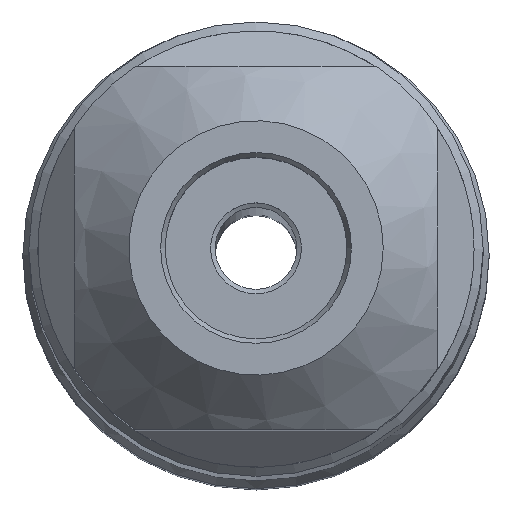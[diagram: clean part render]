
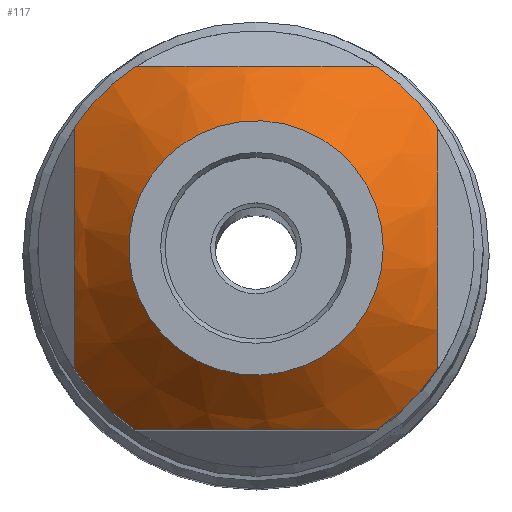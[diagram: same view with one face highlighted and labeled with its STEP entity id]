
A CAD part, top view. The second image highlights one B-rep face of the part: STEP entity #117.
In plain terms, the highlighted conical face has half-angle 45 degrees and reference radius 1.4 mm.
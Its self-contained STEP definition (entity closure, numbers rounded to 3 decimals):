
#95=CONICAL_SURFACE('',#555,1.4,45.);
#117=ADVANCED_FACE('',(#162,#163),#95,.T.);
#162=FACE_BOUND('',#220,.T.);
#163=FACE_BOUND('',#221,.T.);
#220=EDGE_LOOP('',(#292));
#221=EDGE_LOOP('',(#293,#294,#295,#296,#297,#298,#299,#300));
#292=ORIENTED_EDGE('',*,*,#407,.F.);
#293=ORIENTED_EDGE('',*,*,#423,.T.);
#294=ORIENTED_EDGE('',*,*,#424,.T.);
#295=ORIENTED_EDGE('',*,*,#425,.T.);
#296=ORIENTED_EDGE('',*,*,#411,.T.);
#297=ORIENTED_EDGE('',*,*,#426,.T.);
#298=ORIENTED_EDGE('',*,*,#416,.T.);
#299=ORIENTED_EDGE('',*,*,#427,.T.);
#300=ORIENTED_EDGE('',*,*,#421,.T.);
#366=VERTEX_POINT('',#807);
#369=VERTEX_POINT('',#815);
#370=VERTEX_POINT('',#822);
#373=VERTEX_POINT('',#831);
#374=VERTEX_POINT('',#838);
#377=VERTEX_POINT('',#847);
#378=VERTEX_POINT('',#854);
#379=VERTEX_POINT('',#858);
#380=VERTEX_POINT('',#865);
#407=EDGE_CURVE('',#366,#366,#456,.T.);
#411=EDGE_CURVE('',#370,#369,#484,.T.);
#416=EDGE_CURVE('',#374,#373,#485,.T.);
#421=EDGE_CURVE('',#378,#377,#486,.T.);
#423=EDGE_CURVE('',#377,#379,#457,.T.);
#424=EDGE_CURVE('',#379,#380,#487,.T.);
#425=EDGE_CURVE('',#380,#370,#458,.T.);
#426=EDGE_CURVE('',#369,#374,#459,.T.);
#427=EDGE_CURVE('',#373,#378,#460,.T.);
#456=CIRCLE('',#540,1.4);
#457=CIRCLE('',#551,2.4);
#458=CIRCLE('',#552,2.4);
#459=CIRCLE('',#553,2.4);
#460=CIRCLE('',#554,2.4);
#484=B_SPLINE_CURVE_WITH_KNOTS('',3,(#816,#817,#818,#819,#820,#821),
 .UNSPECIFIED.,.F.,.F.,(4,2,4),(0.,0.5,1.),.UNSPECIFIED.);
#485=B_SPLINE_CURVE_WITH_KNOTS('',3,(#832,#833,#834,#835,#836,#837),
 .UNSPECIFIED.,.F.,.F.,(4,2,4),(0.,0.5,1.),.UNSPECIFIED.);
#486=B_SPLINE_CURVE_WITH_KNOTS('',3,(#848,#849,#850,#851,#852,#853),
 .UNSPECIFIED.,.F.,.F.,(4,2,4),(0.,0.5,1.),.UNSPECIFIED.);
#487=B_SPLINE_CURVE_WITH_KNOTS('',3,(#859,#860,#861,#862,#863,#864),
 .UNSPECIFIED.,.F.,.F.,(4,2,4),(0.,0.5,1.),.UNSPECIFIED.);
#540=AXIS2_PLACEMENT_3D('',#806,#632,#633);
#551=AXIS2_PLACEMENT_3D('',#857,#663,#664);
#552=AXIS2_PLACEMENT_3D('',#866,#665,#666);
#553=AXIS2_PLACEMENT_3D('',#867,#667,#668);
#554=AXIS2_PLACEMENT_3D('',#868,#669,#670);
#555=AXIS2_PLACEMENT_3D('',#869,#671,#672);
#632=DIRECTION('',(0.,0.,1.));
#633=DIRECTION('',(1.,0.,0.));
#663=DIRECTION('',(0.,0.,1.));
#664=DIRECTION('',(-1.,0.,0.));
#665=DIRECTION('',(0.,0.,1.));
#666=DIRECTION('',(-1.,0.,0.));
#667=DIRECTION('',(0.,0.,1.));
#668=DIRECTION('',(-1.,0.,0.));
#669=DIRECTION('',(0.,0.,1.));
#670=DIRECTION('',(-1.,0.,0.));
#671=DIRECTION('',(0.,0.,-1.));
#672=DIRECTION('',(-1.,0.,0.));
#806=CARTESIAN_POINT('',(0.,0.,0.));
#807=CARTESIAN_POINT('',(1.4,0.,0.));
#815=CARTESIAN_POINT('',(-1.327,2.,-1.));
#816=CARTESIAN_POINT('',(1.327,2.,-1.));
#817=CARTESIAN_POINT('',(0.917,2.,-0.774));
#818=CARTESIAN_POINT('',(0.465,2.,-0.6));
#819=CARTESIAN_POINT('',(-0.465,2.,-0.6));
#820=CARTESIAN_POINT('',(-0.917,2.,-0.774));
#821=CARTESIAN_POINT('',(-1.327,2.,-1.));
#822=CARTESIAN_POINT('',(1.327,2.,-1.));
#831=CARTESIAN_POINT('',(-2.,-1.327,-1.));
#832=CARTESIAN_POINT('',(-2.,1.327,-1.));
#833=CARTESIAN_POINT('',(-2.,0.917,-0.774));
#834=CARTESIAN_POINT('',(-2.,0.465,-0.6));
#835=CARTESIAN_POINT('',(-2.,-0.465,-0.6));
#836=CARTESIAN_POINT('',(-2.,-0.917,-0.774));
#837=CARTESIAN_POINT('',(-2.,-1.327,-1.));
#838=CARTESIAN_POINT('',(-2.,1.327,-1.));
#847=CARTESIAN_POINT('',(1.327,-2.,-1.));
#848=CARTESIAN_POINT('',(-1.327,-2.,-1.));
#849=CARTESIAN_POINT('',(-0.917,-2.,-0.774));
#850=CARTESIAN_POINT('',(-0.465,-2.,-0.6));
#851=CARTESIAN_POINT('',(0.465,-2.,-0.6));
#852=CARTESIAN_POINT('',(0.917,-2.,-0.774));
#853=CARTESIAN_POINT('',(1.327,-2.,-1.));
#854=CARTESIAN_POINT('',(-1.327,-2.,-1.));
#857=CARTESIAN_POINT('',(0.,0.,-1.));
#858=CARTESIAN_POINT('',(2.,-1.327,-1.));
#859=CARTESIAN_POINT('',(2.,-1.327,-1.));
#860=CARTESIAN_POINT('',(2.,-0.917,-0.774));
#861=CARTESIAN_POINT('',(2.,-0.465,-0.6));
#862=CARTESIAN_POINT('',(2.,0.465,-0.6));
#863=CARTESIAN_POINT('',(2.,0.917,-0.774));
#864=CARTESIAN_POINT('',(2.,1.327,-1.));
#865=CARTESIAN_POINT('',(2.,1.327,-1.));
#866=CARTESIAN_POINT('',(0.,0.,-1.));
#867=CARTESIAN_POINT('',(0.,0.,-1.));
#868=CARTESIAN_POINT('',(0.,0.,-1.));
#869=CARTESIAN_POINT('',(0.,0.,0.));
